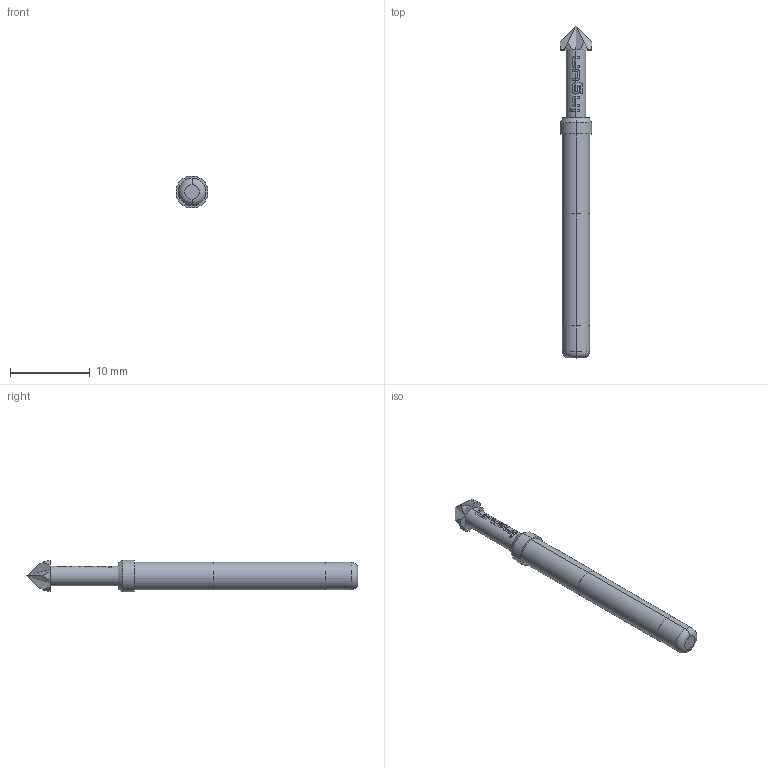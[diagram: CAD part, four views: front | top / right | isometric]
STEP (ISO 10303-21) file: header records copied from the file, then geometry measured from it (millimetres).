
FILE_DESCRIPTION (( 'STEP AP203' ), '1' );
FILE_NAME ('INGUN_HSS-150_317_400_A_xx02_H.STEP', '2022-02-02T12:48:53', ( 'ochi' ), ( '' ), 'SwSTEP 2.0', 'SolidWorks 2018', '' );
FILE_SCHEMA (( 'CONFIG_CONTROL_DESIGN' ));
Length unit declared in the file: millimetre
Products named in the file (1): INGUN_HSS-150_317_400_A_xx02_H
Bounding box: 4 x 41.5 x 4 mm (x, y, z)
Volume: 343.1 mm3; surface area: 447.7 mm2
Topology: 1 solids, 1 shells, 119 faces, 320 edges, 209 vertices
Faces by surface type: plane 58, cylinder 35, bspline 22, torus 2, cone 2
Entity records: 4105 total; most frequent: CARTESIAN_POINT 1213, ORIENTED_EDGE 640, DIRECTION 526, EDGE_CURVE 320, VERTEX_POINT 209, AXIS2_PLACEMENT_3D 206, EDGE_LOOP 125, ADVANCED_FACE 119
